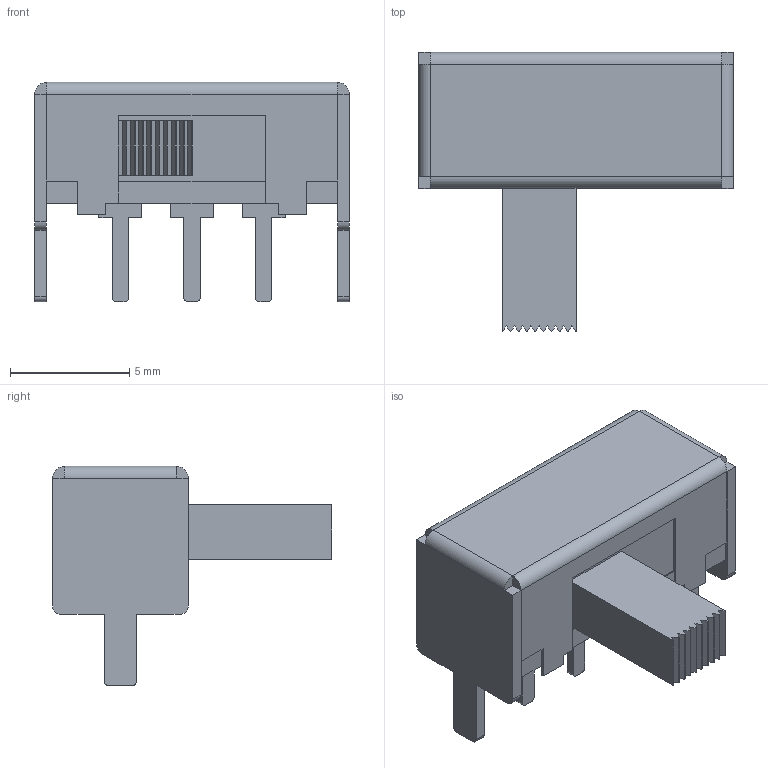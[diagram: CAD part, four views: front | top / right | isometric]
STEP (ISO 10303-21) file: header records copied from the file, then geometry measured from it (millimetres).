
FILE_DESCRIPTION(/* description */ ('Unknown'),/* implementation_level */ '2;1');
FILE_NAME(/* name */ 'MS1206L6',/* time_stamp */ '2024-04-24T15:29:23+02:00',/* author */ ('Unknown'),/* organization */ ('Unknown'),/* preprocessor_version */ 'ST-DEVELOPER v18.102',/* originating_system */ 'Solid Edge',/* authorisation */ 'Unknown');
FILE_SCHEMA (('AUTOMOTIVE_DESIGN {1 0 10303 214 3 1 1}'));
Length unit declared in the file: millimetre
Products named in the file (1): MS1206L6
Bounding box: 13.2 x 11.7 x 9.2 mm (x, y, z)
Volume: 431.8 mm3; surface area: 573.1 mm2
Topology: 1 solids, 1 shells, 153 faces, 426 edges, 274 vertices
Faces by surface type: plane 135, cylinder 18
Entity records: 5904 total; most frequent: CARTESIAN_POINT 854, ORIENTED_EDGE 852, DIRECTION 774, EDGE_CURVE 426, LINE 386, VECTOR 386, VERTEX_POINT 274, AXIS2_PLACEMENT_3D 194
